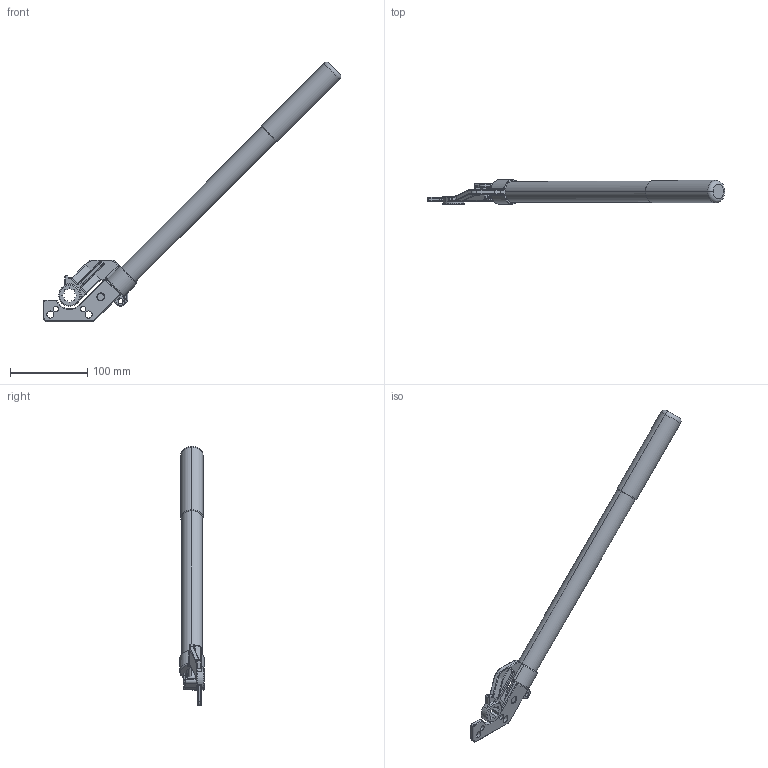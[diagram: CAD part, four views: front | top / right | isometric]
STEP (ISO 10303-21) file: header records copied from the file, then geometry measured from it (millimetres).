
FILE_DESCRIPTION (( 'STEP AP203' ), '1' );
FILE_NAME ('ACHSRF05F0714SV55NM.STEP', '2022-02-15T09:14:37', ( '' ), ( '' ), 'SwSTEP 2.0', 'SolidWorks 2020', '' );
FILE_SCHEMA (( 'CONFIG_CONTROL_DESIGN' ));
Length unit declared in the file: millimetre
Products named in the file (1): ACHSRF05F0714SV55NM
Bounding box: 385.11 x 32.09 x 335.61 mm (x, y, z)
Volume: 280139.9 mm3; surface area: 53471.5 mm2
Topology: 1 solids, 1 shells, 352 faces, 848 edges, 484 vertices
Faces by surface type: cylinder 154, torus 81, plane 70, bspline 37, sphere 6, cone 4
Entity records: 12357 total; most frequent: CARTESIAN_POINT 4209, DIRECTION 1803, ORIENTED_EDGE 1658, EDGE_CURVE 829, AXIS2_PLACEMENT_3D 741, VERTEX_POINT 483, CIRCLE 425, EDGE_LOOP 374
